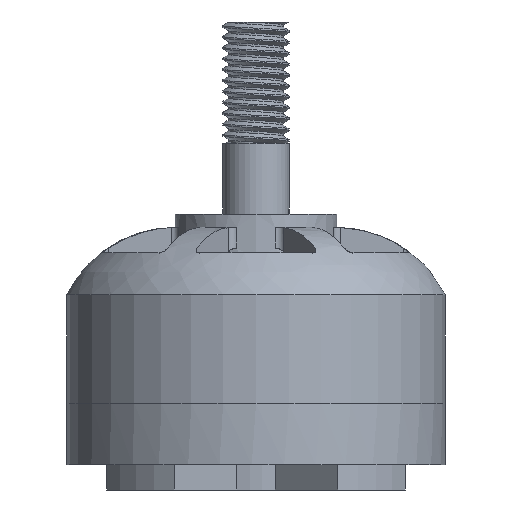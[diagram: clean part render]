
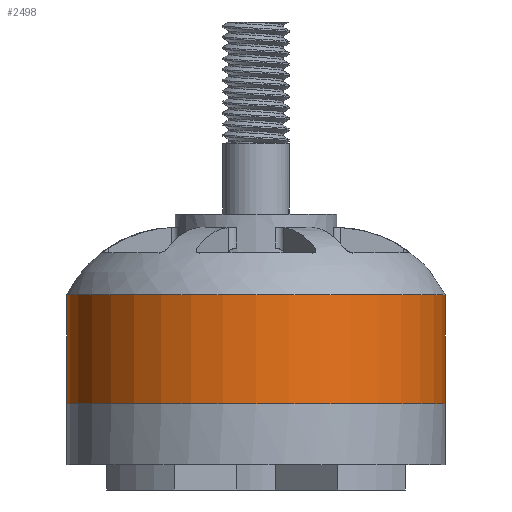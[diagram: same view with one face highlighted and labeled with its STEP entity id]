
A CAD part, front view. The second image highlights one B-rep face of the part: STEP entity #2498.
In plain terms, the highlighted cylindrical face has radius 13.9 mm (diameter 27.8 mm), a full revolution.
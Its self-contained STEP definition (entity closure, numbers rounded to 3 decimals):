
#190=FACE_OUTER_BOUND('',#319,.T.);
#319=EDGE_LOOP('',(#2019,#2020,#2021,#2022));
#421=CIRCLE('',#2676,13.9);
#429=CIRCLE('',#2688,13.9);
#662=LINE('',#6313,#838);
#838=VECTOR('',#3093,13.9);
#1095=VERTEX_POINT('',#6292);
#1099=VERTEX_POINT('',#6310);
#1420=EDGE_CURVE('',#1095,#1095,#421,.T.);
#1429=EDGE_CURVE('',#1099,#1099,#429,.T.);
#1430=EDGE_CURVE('',#1095,#1099,#662,.T.);
#2019=ORIENTED_EDGE('',*,*,#1420,.F.);
#2020=ORIENTED_EDGE('',*,*,#1430,.T.);
#2021=ORIENTED_EDGE('',*,*,#1429,.T.);
#2022=ORIENTED_EDGE('',*,*,#1430,.F.);
#2404=CYLINDRICAL_SURFACE('',#2689,13.9);
#2498=ADVANCED_FACE('',(#190),#2404,.T.);
#2676=AXIS2_PLACEMENT_3D('',#6294,#3064,#3065);
#2688=AXIS2_PLACEMENT_3D('',#6311,#3089,#3090);
#2689=AXIS2_PLACEMENT_3D('',#6312,#3091,#3092);
#3064=DIRECTION('center_axis',(0.,0.,1.));
#3065=DIRECTION('ref_axis',(1.,0.,0.));
#3089=DIRECTION('center_axis',(0.,0.,1.));
#3090=DIRECTION('ref_axis',(1.,0.,0.));
#3091=DIRECTION('center_axis',(0.,0.,1.));
#3092=DIRECTION('ref_axis',(1.,0.,0.));
#3093=DIRECTION('',(0.,0.,-1.));
#6292=CARTESIAN_POINT('',(-13.9,0.,13.42));
#6294=CARTESIAN_POINT('Origin',(0.,0.,13.42));
#6310=CARTESIAN_POINT('',(-13.9,0.,5.42));
#6311=CARTESIAN_POINT('Origin',(0.,0.,5.42));
#6312=CARTESIAN_POINT('Origin',(0.,0.,9.42));
#6313=CARTESIAN_POINT('',(-13.9,0.,9.42));
